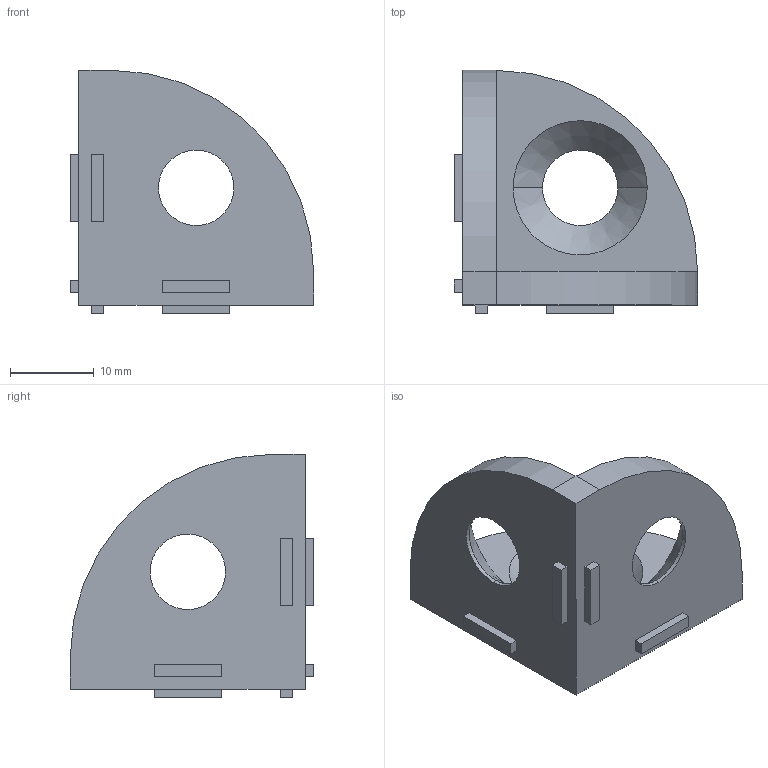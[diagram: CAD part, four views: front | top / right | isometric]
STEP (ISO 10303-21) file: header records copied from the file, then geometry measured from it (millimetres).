
FILE_DESCRIPTION (( 'STEP AP203' ), '1' );
FILE_NAME ('ALF-SC30TR.step', '2024-08-13T09:41:54', ( '' ), ( '' ), 'SwSTEP 2.0', 'SolidWorks 2022', '' );
FILE_SCHEMA (( 'CONFIG_CONTROL_DESIGN' ));
Length unit declared in the file: millimetre
Products named in the file (1): ALF-SC30TR
Bounding box: 29 x 29 x 29 mm (x, y, z)
Volume: 5299 mm3; surface area: 3784.2 mm2
Topology: 1 solids, 1 shells, 54 faces, 126 edges, 80 vertices
Faces by surface type: plane 39, cylinder 9, cone 6
Entity records: 1607 total; most frequent: CARTESIAN_POINT 261, DIRECTION 260, ORIENTED_EDGE 252, EDGE_CURVE 126, LINE 102, VECTOR 102, VERTEX_POINT 80, AXIS2_PLACEMENT_3D 79
